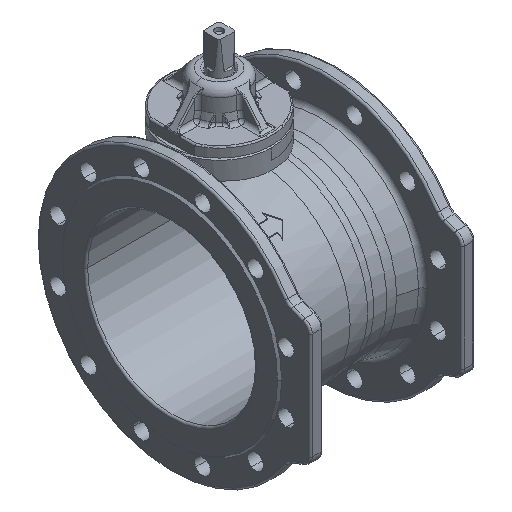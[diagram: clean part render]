
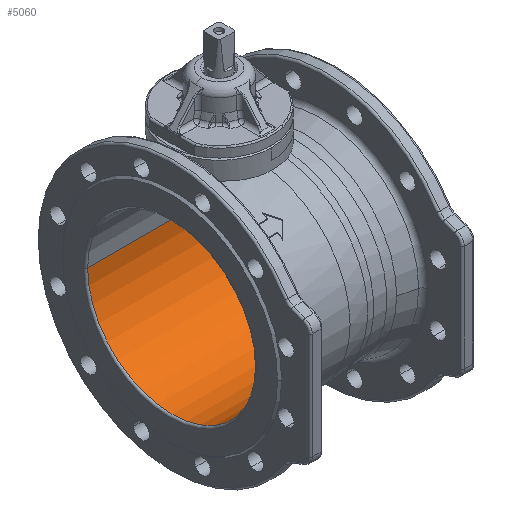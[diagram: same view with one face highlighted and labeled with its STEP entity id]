
A CAD part, isometric view. The second image highlights one B-rep face of the part: STEP entity #5060.
In plain terms, the highlighted cylindrical face has radius 125 mm (diameter 250 mm), a partial arc.
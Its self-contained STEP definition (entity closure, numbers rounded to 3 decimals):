
#1315=CARTESIAN_POINT('',(3.,0.,0.));
#1316=DIRECTION('',(1.,0.,0.));
#1317=DIRECTION('',(0.,-1.,0.));
#1318=AXIS2_PLACEMENT_3D('',#1315,#1316,#1317);
#1323=CARTESIAN_POINT('',(247.,0.,0.));
#1324=DIRECTION('',(-1.,0.,0.));
#1325=DIRECTION('',(0.,1.,0.));
#1326=AXIS2_PLACEMENT_3D('',#1323,#1324,#1325);
#1331=DIRECTION('',(1.,0.,0.));
#1332=VECTOR('',#1331,244.);
#1333=CARTESIAN_POINT('',(3.,-125.,0.));
#1334=LINE('',#1333,#1332);
#3765=DIRECTION('',(1.,0.,0.));
#3766=VECTOR('',#3765,244.);
#3767=CARTESIAN_POINT('',(3.,125.,0.));
#3768=LINE('',#3767,#3766);
#4618=CARTESIAN_POINT('',(3.,125.,0.));
#4619=CARTESIAN_POINT('',(3.,-125.,0.));
#4620=VERTEX_POINT('',#4618);
#4621=VERTEX_POINT('',#4619);
#4626=CARTESIAN_POINT('',(247.,-125.,0.));
#4627=CARTESIAN_POINT('',(247.,125.,0.));
#4628=VERTEX_POINT('',#4626);
#4629=VERTEX_POINT('',#4627);
#5046=CARTESIAN_POINT('',(0.,0.,0.));
#5047=DIRECTION('',(1.,0.,0.));
#5048=DIRECTION('',(0.,1.,0.));
#5049=AXIS2_PLACEMENT_3D('',#5046,#5047,#5048);
#5050=CYLINDRICAL_SURFACE('',#5049,125.);
#5052=ORIENTED_EDGE('',*,*,#5051,.T.);
#5054=ORIENTED_EDGE('',*,*,#5053,.T.);
#5055=ORIENTED_EDGE('',*,*,#5040,.T.);
#5057=ORIENTED_EDGE('',*,*,#5056,.F.);
#5058=EDGE_LOOP('',(#5052,#5054,#5055,#5057));
#5059=FACE_OUTER_BOUND('',#5058,.F.);
#5060=ADVANCED_FACE('',(#5059),#5050,.F.);
#1319=CIRCLE('',#1318,125.);
#1327=CIRCLE('',#1326,125.);
#5040=EDGE_CURVE('',#4629,#4628,#1327,.T.);
#5051=EDGE_CURVE('',#4621,#4620,#1319,.T.);
#5053=EDGE_CURVE('',#4620,#4629,#3768,.T.);
#5056=EDGE_CURVE('',#4621,#4628,#1334,.T.);
